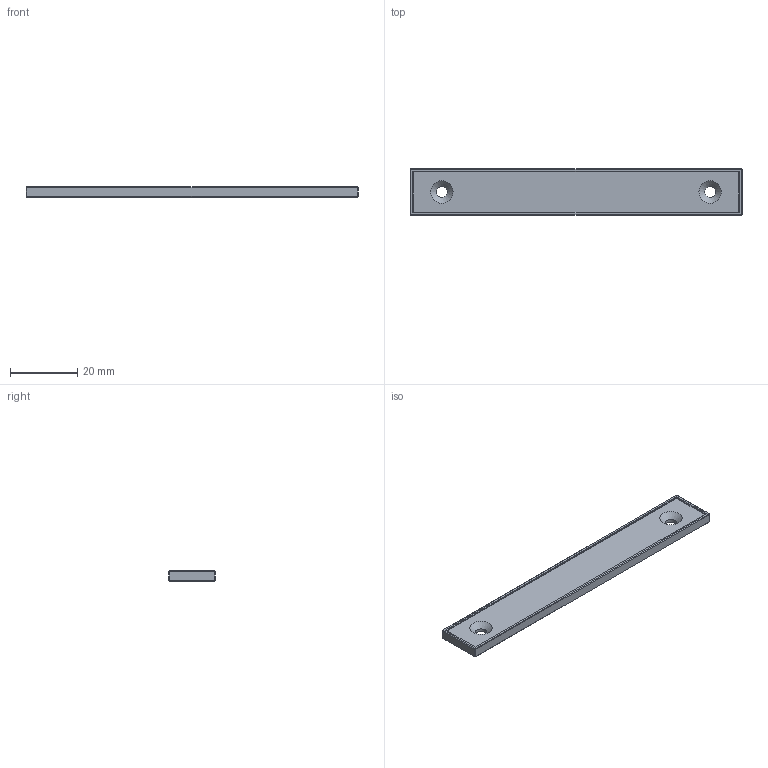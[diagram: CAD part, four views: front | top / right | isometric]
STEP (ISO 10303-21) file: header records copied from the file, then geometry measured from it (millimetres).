
FILE_DESCRIPTION(('FreeCAD Model'),'2;1');
FILE_NAME('Open CASCADE Shape Model','2023-12-26T15:04:54',(''),(''), 'Open CASCADE STEP processor 7.6','FreeCAD','Unknown');
FILE_SCHEMA(('AUTOMOTIVE_DESIGN { 1 0 10303 214 1 1 1 1 }'));
Length unit declared in the file: millimetre
Products named in the file (1): P0170-43-a_Beschriftungsfeld
Bounding box: 99 x 14 x 3 mm (x, y, z)
Volume: 3559.7 mm3; surface area: 3568.8 mm2
Topology: 1 solids, 1 shells, 230 faces, 609 edges, 396 vertices
Faces by surface type: extrusion 143, plane 83, cylinder 2, cone 2
Full cylindrical faces by diameter (mm): 3.4 x2
Entity records: 15178 total; most frequent: CARTESIAN_POINT 3896, DIRECTION 1578, VECTOR 1388, LINE 1245, ORIENTED_EDGE 1218, PCURVE 1218, DEFINITIONAL_REPRESENTATION 1218, B_SPLINE_CURVE_WITH_KNOTS 715
